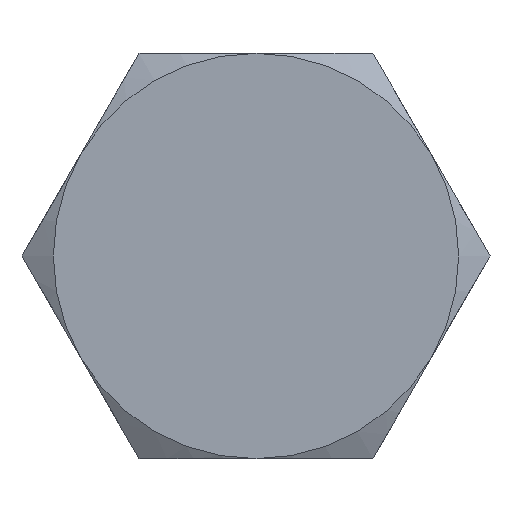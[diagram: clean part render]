
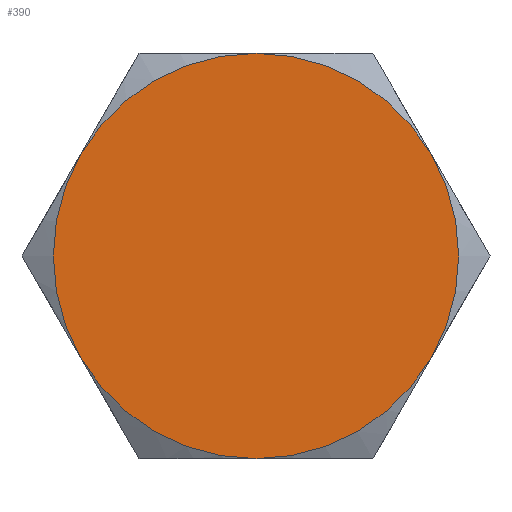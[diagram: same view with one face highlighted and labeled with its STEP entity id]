
A CAD part, left-side view. The second image highlights one B-rep face of the part: STEP entity #390.
In plain terms, the highlighted planar face has unit normal (-1, 0, 0).
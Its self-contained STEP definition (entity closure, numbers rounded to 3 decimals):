
#76=PLANE('',#440);
#108=FACE_OUTER_BOUND('',#139,.T.);
#139=EDGE_LOOP('',(#338,#339,#340,#341,#342,#343));
#155=CIRCLE('',#429,11.7);
#156=CIRCLE('',#431,11.7);
#157=CIRCLE('',#433,11.7);
#158=CIRCLE('',#435,11.7);
#159=CIRCLE('',#437,11.7);
#160=CIRCLE('',#439,11.7);
#179=VERTEX_POINT('',#3518);
#182=VERTEX_POINT('',#3530);
#186=VERTEX_POINT('',#3544);
#188=VERTEX_POINT('',#3554);
#191=VERTEX_POINT('',#3566);
#193=VERTEX_POINT('',#3577);
#241=EDGE_CURVE('',#188,#191,#155,.T.);
#242=EDGE_CURVE('',#182,#188,#156,.T.);
#243=EDGE_CURVE('',#179,#182,#157,.T.);
#244=EDGE_CURVE('',#186,#179,#158,.T.);
#245=EDGE_CURVE('',#193,#186,#159,.T.);
#246=EDGE_CURVE('',#191,#193,#160,.T.);
#338=ORIENTED_EDGE('',*,*,#244,.F.);
#339=ORIENTED_EDGE('',*,*,#245,.F.);
#340=ORIENTED_EDGE('',*,*,#246,.F.);
#341=ORIENTED_EDGE('',*,*,#241,.F.);
#342=ORIENTED_EDGE('',*,*,#242,.F.);
#343=ORIENTED_EDGE('',*,*,#243,.F.);
#390=ADVANCED_FACE('',(#108),#76,.T.);
#429=AXIS2_PLACEMENT_3D('',#3585,#512,#513);
#431=AXIS2_PLACEMENT_3D('',#3587,#516,#517);
#433=AXIS2_PLACEMENT_3D('',#3589,#520,#521);
#435=AXIS2_PLACEMENT_3D('',#3591,#524,#525);
#437=AXIS2_PLACEMENT_3D('',#3593,#528,#529);
#439=AXIS2_PLACEMENT_3D('',#3595,#532,#533);
#440=AXIS2_PLACEMENT_3D('',#3596,#534,#535);
#512=DIRECTION('center_axis',(1.,0.,0.));
#513=DIRECTION('ref_axis',(0.,-1.,0.));
#516=DIRECTION('center_axis',(1.,0.,0.));
#517=DIRECTION('ref_axis',(0.,-1.,0.));
#520=DIRECTION('center_axis',(1.,0.,0.));
#521=DIRECTION('ref_axis',(0.,-1.,0.));
#524=DIRECTION('center_axis',(1.,0.,0.));
#525=DIRECTION('ref_axis',(0.,-1.,0.));
#528=DIRECTION('center_axis',(1.,0.,0.));
#529=DIRECTION('ref_axis',(0.,-1.,0.));
#532=DIRECTION('center_axis',(1.,0.,0.));
#533=DIRECTION('ref_axis',(0.,-1.,0.));
#534=DIRECTION('center_axis',(-1.,0.,0.));
#535=DIRECTION('ref_axis',(0.,0.,1.));
#3518=CARTESIAN_POINT('',(-24.11,10.132,5.85));
#3530=CARTESIAN_POINT('',(-24.11,0.,11.7));
#3544=CARTESIAN_POINT('',(-24.11,10.132,-5.85));
#3554=CARTESIAN_POINT('',(-24.11,-10.132,5.85));
#3566=CARTESIAN_POINT('',(-24.11,-10.132,-5.85));
#3577=CARTESIAN_POINT('',(-24.11,0.,-11.7));
#3585=CARTESIAN_POINT('Origin',(-24.11,0.,0.));
#3587=CARTESIAN_POINT('Origin',(-24.11,0.,0.));
#3589=CARTESIAN_POINT('Origin',(-24.11,0.,0.));
#3591=CARTESIAN_POINT('Origin',(-24.11,0.,0.));
#3593=CARTESIAN_POINT('Origin',(-24.11,0.,0.));
#3595=CARTESIAN_POINT('Origin',(-24.11,0.,0.));
#3596=CARTESIAN_POINT('Origin',(-24.11,13.665,0.));
